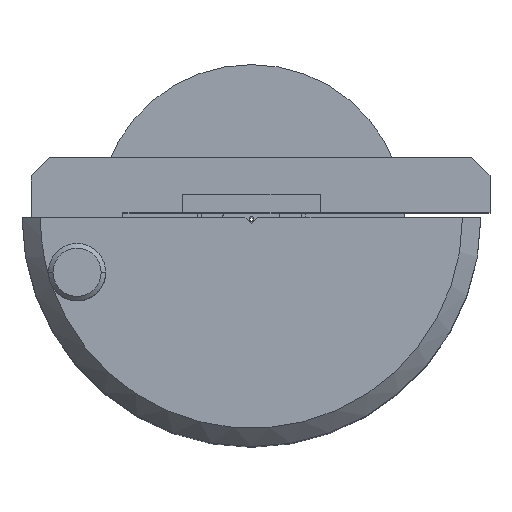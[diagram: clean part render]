
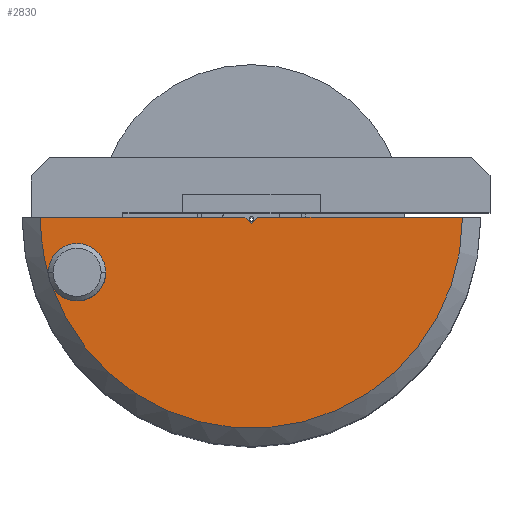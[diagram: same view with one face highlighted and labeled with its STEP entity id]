
A CAD part, top view. The second image highlights one B-rep face of the part: STEP entity #2830.
In plain terms, the highlighted planar face has unit normal (0, 0, 1).
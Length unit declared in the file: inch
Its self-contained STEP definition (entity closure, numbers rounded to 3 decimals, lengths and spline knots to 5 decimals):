
#225 = CARTESIAN_POINT ( 'NONE',  ( -0.19, -0.06, 0.75181 ) ) ;
#283 = CARTESIAN_POINT ( 'NONE',  ( 0., 0., 0.75181 ) ) ;
#368 = CIRCLE ( 'NONE', #10873, 0.23 ) ;
#757 = CIRCLE ( 'NONE', #14938, 0.03125 ) ;
#1177 = DIRECTION ( 'NONE',  ( -0.707, 0.707, 0. ) ) ;
#1429 = CARTESIAN_POINT ( 'NONE',  ( -0.22125, -0.06, 0.75181 ) ) ;
#1548 = ORIENTED_EDGE ( 'NONE', *, *, #8477, .F. ) ;
#1731 = CARTESIAN_POINT ( 'NONE',  ( 0.007, 0., 0.75181 ) ) ;
#1986 = VERTEX_POINT ( 'NONE', #1429 ) ;
#2167 = AXIS2_PLACEMENT_3D ( 'NONE', #3868, #7748, #10499 ) ;
#2366 = CARTESIAN_POINT ( 'NONE',  ( -0.25, 0., 0.75181 ) ) ;
#2550 = CARTESIAN_POINT ( 'NONE',  ( -0.007, 0., 0.75181 ) ) ;
#2636 = CIRCLE ( 'NONE', #11815, 0.03125 ) ;
#2830 = ADVANCED_FACE ( 'NONE', ( #6329 ), #5667, .T. ) ;
#2847 = VERTEX_POINT ( 'NONE', #3099 ) ;
#2880 = LINE ( 'NONE', #11151, #3501 ) ;
#3099 = CARTESIAN_POINT ( 'NONE',  ( 0., -0.007, 0.75181 ) ) ;
#3149 = ORIENTED_EDGE ( 'NONE', *, *, #16436, .T. ) ;
#3396 = VERTEX_POINT ( 'NONE', #1731 ) ;
#3483 = VECTOR ( 'NONE', #9014, 39.37008 ) ;
#3501 = VECTOR ( 'NONE', #16564, 39.37008 ) ;
#3868 = CARTESIAN_POINT ( 'NONE',  ( 0., 0., 0.75181 ) ) ;
#3872 = VECTOR ( 'NONE', #8062, 39.37008 ) ;
#3962 = ORIENTED_EDGE ( 'NONE', *, *, #12241, .T. ) ;
#4018 = DIRECTION ( 'NONE',  ( 0., 0., 1. ) ) ;
#4488 = EDGE_CURVE ( 'NONE', #6041, #8748, #368, .T. ) ;
#4669 = CARTESIAN_POINT ( 'NONE',  ( -0.15875, -0.06, 0.75181 ) ) ;
#5182 = VERTEX_POINT ( 'NONE', #9769 ) ;
#5263 = CARTESIAN_POINT ( 'NONE',  ( -0.007, 0., 0.75181 ) ) ;
#5551 = AXIS2_PLACEMENT_3D ( 'NONE', #7816, #10400, #17095 ) ;
#5604 = DIRECTION ( 'NONE',  ( 0., 0., 1. ) ) ;
#5667 = PLANE ( 'NONE',  #15580 ) ;
#5675 = ORIENTED_EDGE ( 'NONE', *, *, #8416, .T. ) ;
#6041 = VERTEX_POINT ( 'NONE', #16905 ) ;
#6221 = ORIENTED_EDGE ( 'NONE', *, *, #4488, .T. ) ;
#6329 = FACE_OUTER_BOUND ( 'NONE', #7181, .T. ) ;
#7181 = EDGE_LOOP ( 'NONE', ( #10762, #6221, #14081, #1548, #14412, #14430, #5675, #3962, #3149 ) ) ;
#7748 = DIRECTION ( 'NONE',  ( 0., 0., 1. ) ) ;
#7773 = EDGE_CURVE ( 'NONE', #11526, #6041, #11450, .T. ) ;
#7816 = CARTESIAN_POINT ( 'NONE',  ( -0.19, -0.06, 0.75181 ) ) ;
#7981 = EDGE_CURVE ( 'NONE', #5182, #10010, #2636, .T. ) ;
#8062 = DIRECTION ( 'NONE',  ( -1., 0., 0. ) ) ;
#8416 = EDGE_CURVE ( 'NONE', #17407, #3396, #12876, .T. ) ;
#8477 = EDGE_CURVE ( 'NONE', #10010, #1986, #12274, .T. ) ;
#8748 = VERTEX_POINT ( 'NONE', #10101 ) ;
#9014 = DIRECTION ( 'NONE',  ( -1., 0., 0. ) ) ;
#9203 = CARTESIAN_POINT ( 'NONE',  ( -0.19, -0.06, 0.75181 ) ) ;
#9348 = DIRECTION ( 'NONE',  ( 1., 0., 0. ) ) ;
#9769 = CARTESIAN_POINT ( 'NONE',  ( -0.21745, -0.07493, 0.75181 ) ) ;
#9902 = VECTOR ( 'NONE', #1177, 39.37008 ) ;
#10010 = VERTEX_POINT ( 'NONE', #4669 ) ;
#10101 = CARTESIAN_POINT ( 'NONE',  ( -0.22105, -0.06354, 0.75181 ) ) ;
#10382 = CARTESIAN_POINT ( 'NONE',  ( 0.23, 0., 0.75181 ) ) ;
#10400 = DIRECTION ( 'NONE',  ( 0., 0., 1. ) ) ;
#10499 = DIRECTION ( 'NONE',  ( 1., 0., 0. ) ) ;
#10762 = ORIENTED_EDGE ( 'NONE', *, *, #7773, .T. ) ;
#10817 = CARTESIAN_POINT ( 'NONE',  ( 0.007, 0., 0.75181 ) ) ;
#10873 = AXIS2_PLACEMENT_3D ( 'NONE', #17408, #4018, #9348 ) ;
#11151 = CARTESIAN_POINT ( 'NONE',  ( 0., -0.007, 0.75181 ) ) ;
#11450 = LINE ( 'NONE', #2366, #3483 ) ;
#11526 = VERTEX_POINT ( 'NONE', #5263 ) ;
#11634 = EDGE_CURVE ( 'NONE', #1986, #8748, #757, .T. ) ;
#11815 = AXIS2_PLACEMENT_3D ( 'NONE', #9203, #17074, #15841 ) ;
#12241 = EDGE_CURVE ( 'NONE', #3396, #2847, #2880, .T. ) ;
#12274 = CIRCLE ( 'NONE', #5551, 0.03125 ) ;
#12348 = DIRECTION ( 'NONE',  ( 0., 0., 1. ) ) ;
#12876 = LINE ( 'NONE', #10817, #3872 ) ;
#14081 = ORIENTED_EDGE ( 'NONE', *, *, #11634, .F. ) ;
#14412 = ORIENTED_EDGE ( 'NONE', *, *, #7981, .F. ) ;
#14430 = ORIENTED_EDGE ( 'NONE', *, *, #15680, .T. ) ;
#14938 = AXIS2_PLACEMENT_3D ( 'NONE', #225, #12348, #16284 ) ;
#15114 = DIRECTION ( 'NONE',  ( 1., 0., 0. ) ) ;
#15580 = AXIS2_PLACEMENT_3D ( 'NONE', #283, #5604, #15114 ) ;
#15680 = EDGE_CURVE ( 'NONE', #5182, #17407, #16654, .T. ) ;
#15841 = DIRECTION ( 'NONE',  ( 1., 0., 0. ) ) ;
#16284 = DIRECTION ( 'NONE',  ( 1., 0., 0. ) ) ;
#16436 = EDGE_CURVE ( 'NONE', #2847, #11526, #17494, .T. ) ;
#16564 = DIRECTION ( 'NONE',  ( -0.707, -0.707, 0. ) ) ;
#16654 = CIRCLE ( 'NONE', #2167, 0.23 ) ;
#16905 = CARTESIAN_POINT ( 'NONE',  ( -0.23, 0., 0.75181 ) ) ;
#17074 = DIRECTION ( 'NONE',  ( 0., 0., 1. ) ) ;
#17095 = DIRECTION ( 'NONE',  ( 1., 0., 0. ) ) ;
#17407 = VERTEX_POINT ( 'NONE', #10382 ) ;
#17408 = CARTESIAN_POINT ( 'NONE',  ( 0., 0., 0.75181 ) ) ;
#17494 = LINE ( 'NONE', #2550, #9902 ) ;
